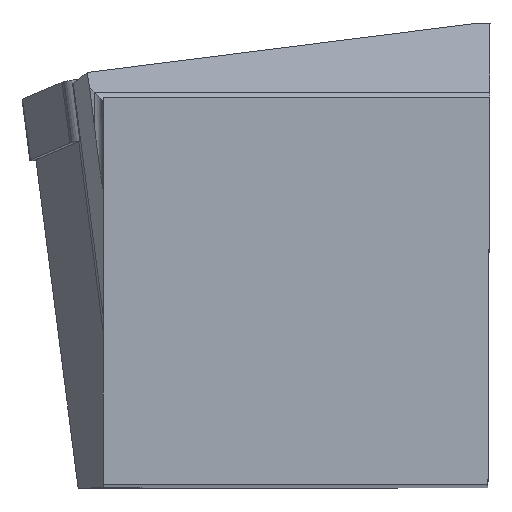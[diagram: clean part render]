
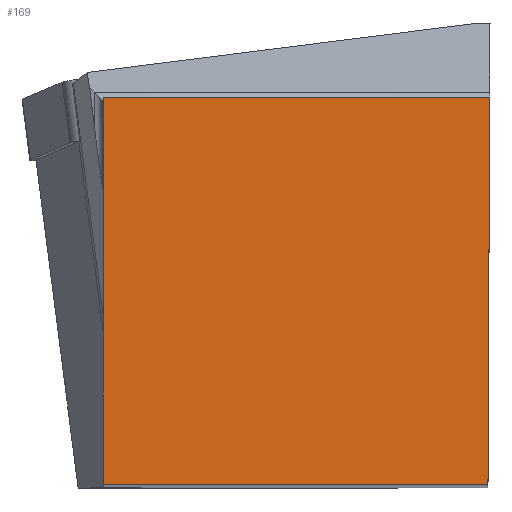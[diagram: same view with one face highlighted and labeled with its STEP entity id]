
A CAD part, top view. The second image highlights one B-rep face of the part: STEP entity #169.
In plain terms, the highlighted planar face has unit normal (0, 0, 1).
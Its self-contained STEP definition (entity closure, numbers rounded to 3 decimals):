
#132=FACE_OUTER_BOUND('',#380,.T.);
#169=ADVANCED_FACE('SHANK_FACE_BACK',(#132),#201,.F.);
#201=PLANE('',#878);
#231=LINE('',#1288,#298);
#262=LINE('',#1390,#329);
#265=LINE('',#1396,#332);
#266=LINE('',#1398,#333);
#298=VECTOR('',#977,1.);
#329=VECTOR('',#1050,1.);
#332=VECTOR('',#1059,1.);
#333=VECTOR('',#1060,1.);
#380=EDGE_LOOP('',(#519,#520,#521,#522));
#519=ORIENTED_EDGE('',*,*,#731,.F.);
#520=ORIENTED_EDGE('',*,*,#683,.T.);
#521=ORIENTED_EDGE('',*,*,#728,.T.);
#522=ORIENTED_EDGE('',*,*,#732,.F.);
#611=VERTEX_POINT('',#1287);
#612=VERTEX_POINT('',#1289);
#648=VERTEX_POINT('',#1389);
#649=VERTEX_POINT('',#1397);
#683=EDGE_CURVE('',#612,#611,#231,.T.);
#728=EDGE_CURVE('',#611,#648,#262,.T.);
#731=EDGE_CURVE('',#612,#649,#265,.T.);
#732=EDGE_CURVE('',#649,#648,#266,.T.);
#878=AXIS2_PLACEMENT_3D('',#1399,#1061,#1062);
#977=DIRECTION('',(1.,0.,0.));
#1050=DIRECTION('',(0.004,1.,0.));
#1059=DIRECTION('',(0.,1.,0.));
#1060=DIRECTION('',(1.,0.,0.));
#1061=DIRECTION('',(0.,0.,-1.));
#1062=DIRECTION('',(-0.992,-0.128,0.));
#1287=CARTESIAN_POINT('',(-0.218,0.,0.));
#1288=CARTESIAN_POINT('',(-76.51,0.,0.));
#1289=CARTESIAN_POINT('',(-49.85,0.,0.));
#1389=CARTESIAN_POINT('',(0.,49.85,0.));
#1390=CARTESIAN_POINT('',(-1.401,-271.333,0.));
#1396=CARTESIAN_POINT('',(-49.85,-7.993,0.));
#1397=CARTESIAN_POINT('',(-49.85,49.85,0.));
#1398=CARTESIAN_POINT('',(-76.51,49.85,0.));
#1399=CARTESIAN_POINT('',(0.,0.,
0.));
